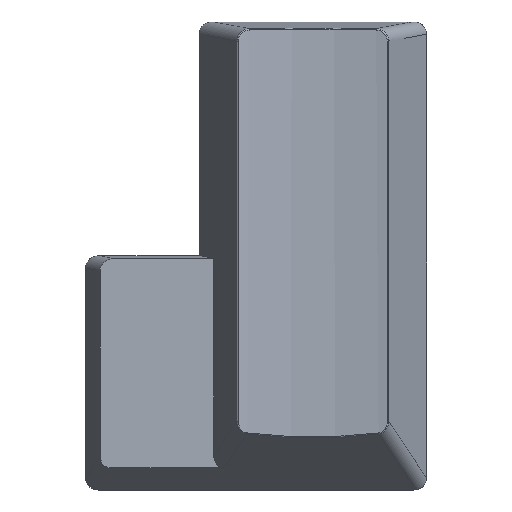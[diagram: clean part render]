
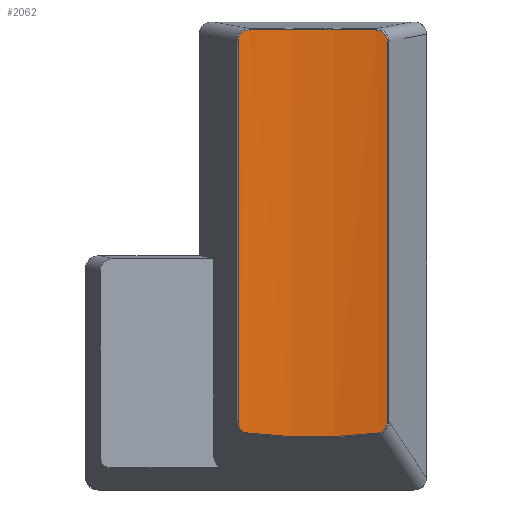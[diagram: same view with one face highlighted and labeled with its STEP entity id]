
A CAD part, top view. The second image highlights one B-rep face of the part: STEP entity #2062.
In plain terms, the highlighted cylindrical face has radius 29.991 mm (diameter 59.982 mm), a partial arc.
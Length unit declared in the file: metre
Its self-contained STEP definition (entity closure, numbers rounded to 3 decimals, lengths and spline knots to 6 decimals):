
#114=ELLIPSE('',#2227,0.036652,0.029991);
#115=ELLIPSE('',#2228,0.030106,0.029991);
#136=B_SPLINE_CURVE_WITH_KNOTS('',3,(#3189,#3190,#3191,#3192,#3193),
 .UNSPECIFIED.,.F.,.F.,(4,1,4),(0.,0.000636,0.001271),
 .UNSPECIFIED.);
#137=B_SPLINE_CURVE_WITH_KNOTS('',3,(#3198,#3199,#3200,#3201,#3202),
 .UNSPECIFIED.,.F.,.F.,(4,1,4),(0.,0.000631,0.001262),
 .UNSPECIFIED.);
#138=B_SPLINE_CURVE_WITH_KNOTS('',3,(#3206,#3207,#3208,#3209,#3210),
 .UNSPECIFIED.,.F.,.F.,(4,1,4),(0.,0.000701,0.001401),
 .UNSPECIFIED.);
#139=B_SPLINE_CURVE_WITH_KNOTS('',3,(#3214,#3215,#3216,#3217,#3218),
 .UNSPECIFIED.,.F.,.F.,(4,1,4),(0.,0.000698,0.001397),
 .UNSPECIFIED.);
#301=ORIENTED_EDGE('',*,*,#921,.T.);
#302=ORIENTED_EDGE('',*,*,#922,.T.);
#303=ORIENTED_EDGE('',*,*,#923,.T.);
#304=ORIENTED_EDGE('',*,*,#924,.T.);
#305=ORIENTED_EDGE('',*,*,#925,.T.);
#306=ORIENTED_EDGE('',*,*,#926,.T.);
#307=ORIENTED_EDGE('',*,*,#927,.T.);
#308=ORIENTED_EDGE('',*,*,#928,.T.);
#921=EDGE_CURVE('',#1228,#1229,#136,.T.);
#922=EDGE_CURVE('',#1229,#1230,#114,.T.);
#923=EDGE_CURVE('',#1230,#1231,#137,.T.);
#924=EDGE_CURVE('',#1231,#1232,#1393,.F.);
#925=EDGE_CURVE('',#1232,#1233,#138,.T.);
#926=EDGE_CURVE('',#1233,#1234,#115,.T.);
#927=EDGE_CURVE('',#1234,#1235,#139,.T.);
#928=EDGE_CURVE('',#1235,#1228,#1394,.T.);
#1228=VERTEX_POINT('',#3194);
#1229=VERTEX_POINT('',#3195);
#1230=VERTEX_POINT('',#3197);
#1231=VERTEX_POINT('',#3203);
#1232=VERTEX_POINT('',#3205);
#1233=VERTEX_POINT('',#3211);
#1234=VERTEX_POINT('',#3213);
#1235=VERTEX_POINT('',#3219);
#1393=LINE('',#3204,#1612);
#1394=LINE('',#3220,#1613);
#1612=VECTOR('',#2507,1.);
#1613=VECTOR('',#2510,1.);
#1789=EDGE_LOOP('',(#301,#302,#303,#304,#305,#306,#307,#308));
#1916=FACE_BOUND('',#1789,.T.);
#2030=CYLINDRICAL_SURFACE('',#2226,0.029991);
#2062=ADVANCED_FACE('',(#1916),#2030,.F.);
#2226=AXIS2_PLACEMENT_3D('',#3188,#2503,#2504);
#2227=AXIS2_PLACEMENT_3D('',#3196,#2505,#2506);
#2228=AXIS2_PLACEMENT_3D('',#3212,#2508,#2509);
#2503=DIRECTION('',(0.,-1.,0.));
#2504=DIRECTION('',(0.,0.,-1.));
#2505=DIRECTION('',(0.,-0.818,0.575));
#2506=DIRECTION('',(0.,-0.575,-0.818));
#2507=DIRECTION('',(0.,-1.,0.));
#2508=DIRECTION('',(0.,0.996,0.087));
#2509=DIRECTION('',(0.,-0.087,0.996));
#2510=DIRECTION('',(0.,-1.,0.));
#3188=CARTESIAN_POINT('',(0.,-0.092754,0.036891));
#3189=CARTESIAN_POINT('',(-0.005892,-0.105855,0.007484));
#3190=CARTESIAN_POINT('',(-0.005892,-0.106068,0.007484));
#3191=CARTESIAN_POINT('',(-0.005785,-0.1065,0.007462));
#3192=CARTESIAN_POINT('',(-0.005411,-0.106752,0.007391));
#3193=CARTESIAN_POINT('',(-0.005203,-0.106778,0.007355));
#3194=CARTESIAN_POINT('',(-0.005892,-0.105855,0.007484));
#3195=CARTESIAN_POINT('',(-0.005203,-0.106778,0.007355));
#3196=CARTESIAN_POINT('',(0.,-0.086028,0.036891));
#3197=CARTESIAN_POINT('',(0.005203,-0.106778,0.007355));
#3198=CARTESIAN_POINT('',(0.005203,-0.106778,0.007355));
#3199=CARTESIAN_POINT('',(0.005412,-0.106752,0.007392));
#3200=CARTESIAN_POINT('',(0.005785,-0.106499,0.007462));
#3201=CARTESIAN_POINT('',(0.005892,-0.106068,0.007484));
#3202=CARTESIAN_POINT('',(0.005892,-0.105855,0.007484));
#3203=CARTESIAN_POINT('',(0.005892,-0.105855,0.007484));
#3204=CARTESIAN_POINT('',(0.005892,-0.092754,0.007484));
#3205=CARTESIAN_POINT('',(0.005892,-0.07576,0.007484));
#3206=CARTESIAN_POINT('',(0.005892,-0.07576,0.007484));
#3207=CARTESIAN_POINT('',(0.005892,-0.075526,0.007484));
#3208=CARTESIAN_POINT('',(0.005698,-0.075066,0.007445));
#3209=CARTESIAN_POINT('',(0.005245,-0.074879,0.007361));
#3210=CARTESIAN_POINT('',(0.005014,-0.074876,0.007322));
#3211=CARTESIAN_POINT('',(0.005014,-0.074876,0.007322));
#3212=CARTESIAN_POINT('',(0.,-0.077471,0.036891));
#3213=CARTESIAN_POINT('',(-0.005014,-0.074876,0.007322));
#3214=CARTESIAN_POINT('',(-0.005014,-0.074876,0.007322));
#3215=CARTESIAN_POINT('',(-0.005245,-0.074879,0.007361));
#3216=CARTESIAN_POINT('',(-0.005699,-0.075067,0.007445));
#3217=CARTESIAN_POINT('',(-0.005892,-0.075526,0.007484));
#3218=CARTESIAN_POINT('',(-0.005892,-0.07576,0.007484));
#3219=CARTESIAN_POINT('',(-0.005892,-0.07576,0.007484));
#3220=CARTESIAN_POINT('',(-0.005892,-0.092754,0.007484));
